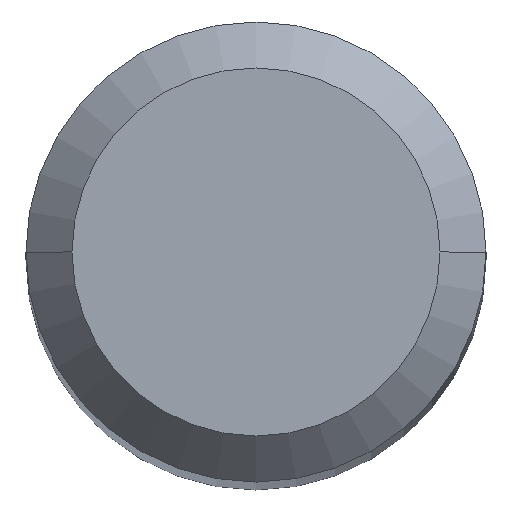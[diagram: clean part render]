
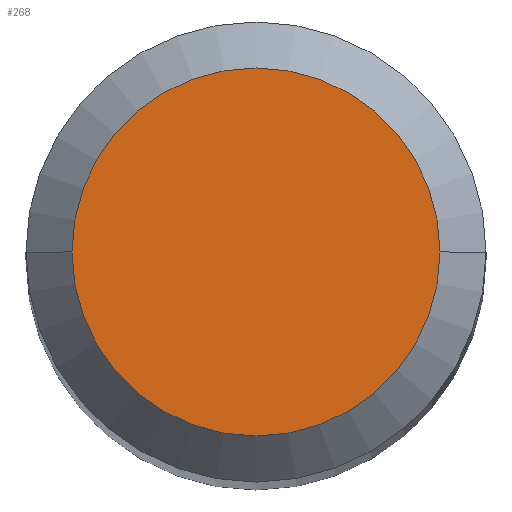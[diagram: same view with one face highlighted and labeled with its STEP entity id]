
A CAD part, top view. The second image highlights one B-rep face of the part: STEP entity #268.
In plain terms, the highlighted planar face has unit normal (0, 0, 1).
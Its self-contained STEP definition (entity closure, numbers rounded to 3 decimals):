
#13 = EDGE_LOOP ( 'NONE', ( #51, #98 ) ) ;
#51 = ORIENTED_EDGE ( 'NONE', *, *, #242, .T. ) ;
#66 = VERTEX_POINT ( 'NONE', #108 ) ;
#78 = VERTEX_POINT ( 'NONE', #210 ) ;
#91 = DIRECTION ( 'NONE',  ( 1., 0., 0. ) ) ;
#97 = CARTESIAN_POINT ( 'NONE',  ( 0., 0., 100. ) ) ;
#98 = ORIENTED_EDGE ( 'NONE', *, *, #170, .T. ) ;
#108 = CARTESIAN_POINT ( 'NONE',  ( 4., 0., 100. ) ) ;
#118 = DIRECTION ( 'NONE',  ( 1., 0., 0. ) ) ;
#132 = FACE_OUTER_BOUND ( 'NONE', #13, .T. ) ;
#146 = AXIS2_PLACEMENT_3D ( 'NONE', #97, #239, #258 ) ;
#163 = CIRCLE ( 'NONE', #208, 4. ) ;
#170 = EDGE_CURVE ( 'NONE', #66, #78, #163, .T. ) ;
#173 = CARTESIAN_POINT ( 'NONE',  ( 0., 0., 100. ) ) ;
#197 = PLANE ( 'NONE',  #146 ) ;
#207 = CIRCLE ( 'NONE', #265, 4. ) ;
#208 = AXIS2_PLACEMENT_3D ( 'NONE', #173, #237, #118 ) ;
#210 = CARTESIAN_POINT ( 'NONE',  ( -4., 0., 100. ) ) ;
#220 = DIRECTION ( 'NONE',  ( 0., 0., 1. ) ) ;
#234 = CARTESIAN_POINT ( 'NONE',  ( 0., 0., 100. ) ) ;
#237 = DIRECTION ( 'NONE',  ( 0., 0., 1. ) ) ;
#239 = DIRECTION ( 'NONE',  ( 0., 0., 1. ) ) ;
#242 = EDGE_CURVE ( 'NONE', #78, #66, #207, .T. ) ;
#258 = DIRECTION ( 'NONE',  ( 1., 0., 0. ) ) ;
#265 = AXIS2_PLACEMENT_3D ( 'NONE', #234, #220, #91 ) ;
#268 = ADVANCED_FACE ( 'NONE', ( #132 ), #197, .T. ) ;
